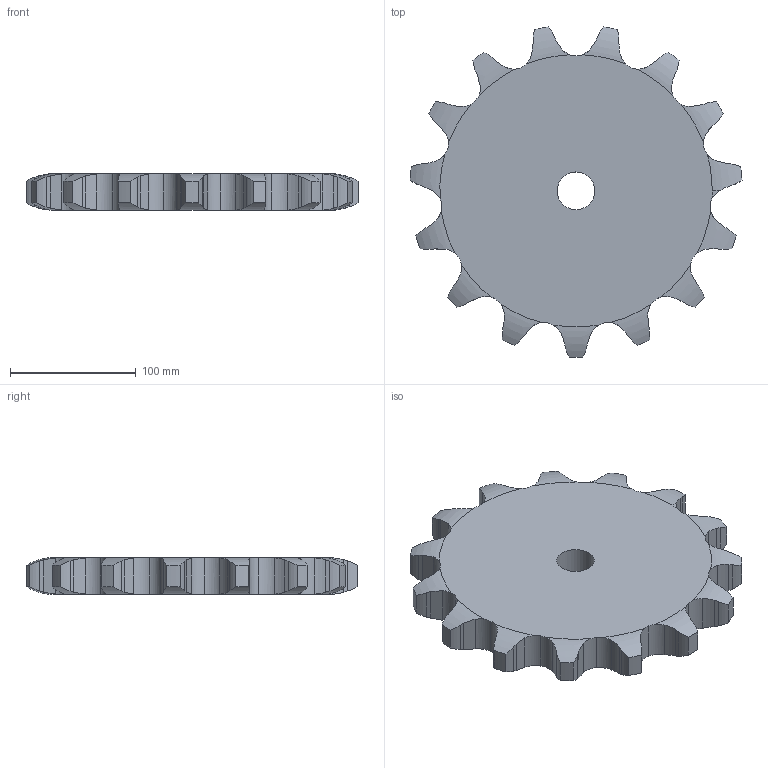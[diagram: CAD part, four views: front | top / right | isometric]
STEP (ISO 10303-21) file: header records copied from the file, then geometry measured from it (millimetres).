
FILE_DESCRIPTION(('FreeCAD Model'),'2;1');
FILE_NAME('Open CASCADE Shape Model','2022-08-15T11:24:42',('FreeCAD'),( 'FreeCAD'),'Open CASCADE STEP processor 7.6','FreeCAD','Unknown');
FILE_SCHEMA(('AUTOMOTIVE_DESIGN { 1 0 10303 214 1 1 1 1 }'));
Length unit declared in the file: millimetre
Products named in the file (1): Open CASCADE STEP translator 7.6 8
Bounding box: 264.25 x 262.9 x 29.4 mm (x, y, z)
Volume: 1253807.5 mm3; surface area: 119557.2 mm2
Topology: 1 solids, 1 shells, 170 faces, 504 edges, 336 vertices
Faces by surface type: cylinder 106, plane 32, torus 32
Full cylindrical faces by diameter (mm): 30 x1
Entity records: 15440 total; most frequent: CARTESIAN_POINT 6651, DIRECTION 1254, ORIENTED_EDGE 1008, PCURVE 1008, DEFINITIONAL_REPRESENTATION 1008, B_SPLINE_CURVE_WITH_KNOTS 726, LINE 566, VECTOR 566
